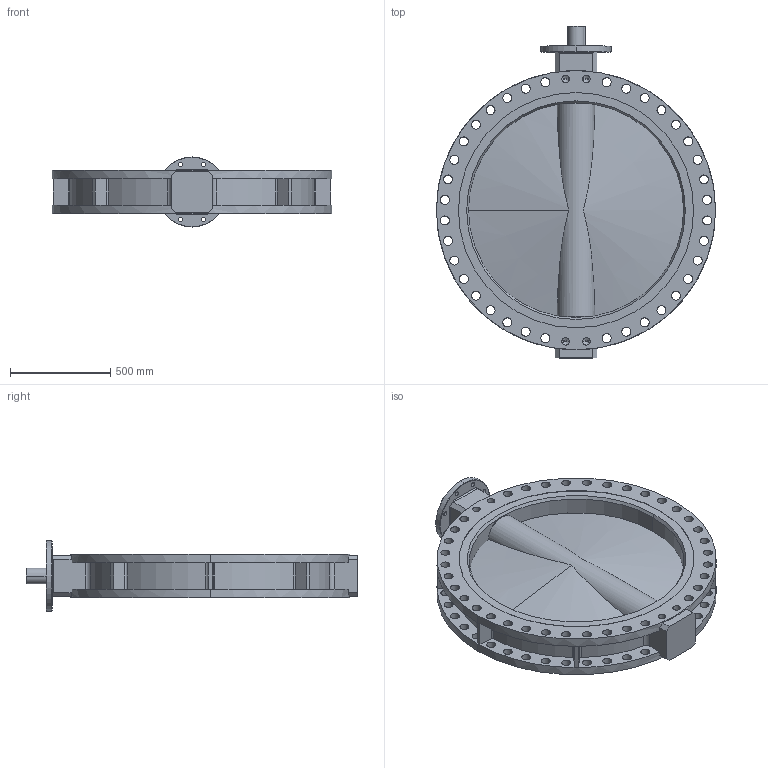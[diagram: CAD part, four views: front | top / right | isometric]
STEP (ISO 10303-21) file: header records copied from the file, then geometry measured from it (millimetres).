
FILE_DESCRIPTION (( 'STEP AP214' ), '1' );
FILE_NAME ('D41100._A.step', '2013-07-30T15:19:17', ( 'mbuehlmann' ), ( '' ), 'SwSTEP 2.0', 'SolidWorks 2012', '' );
FILE_SCHEMA (( 'AUTOMOTIVE_DESIGN' ));
Length unit declared in the file: millimetre
Products named in the file (6): ia-Dichtungbasic_Dichtung1100; ia-Logo26; BO.D41100._A; ia-Keil_ia-Keil1100; ia-scheibe250_ia-scheibe1100; D41100._A
Assembly tree (5 placements, depth 2):
  D41100._A
    ia-scheibe250_ia-scheibe1100
    ia-Keil_ia-Keil1100
    BO.D41100._A
    ia-Logo26
    ia-Dichtungbasic_Dichtung1100
Bounding box: 1395 x 1658 x 350 mm (x, y, z)
Volume: 165313548.8 mm3; surface area: 8190964.6 mm2
Topology: 5 solids, 5 shells, 348 faces, 976 edges, 630 vertices
Faces by surface type: cylinder 224, plane 78, cone 32, torus 12, sphere 2
Entity records: 12409 total; most frequent: CARTESIAN_POINT 2426, DIRECTION 2115, ORIENTED_EDGE 1914, EDGE_CURVE 957, AXIS2_PLACEMENT_3D 842, VERTEX_POINT 629, EDGE_LOOP 524, CIRCLE 486
